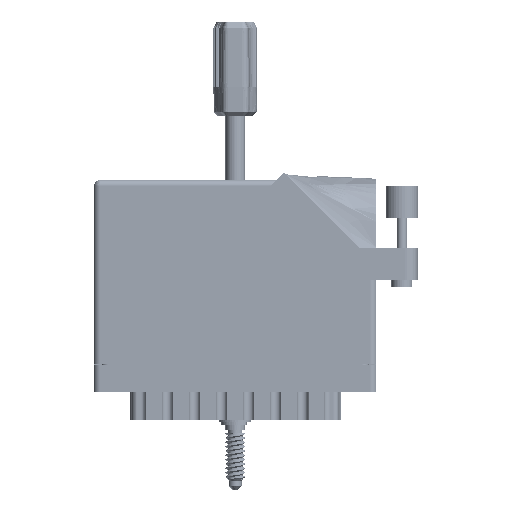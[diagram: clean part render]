
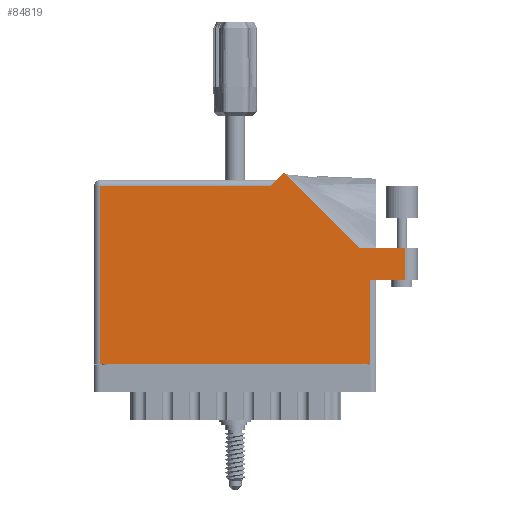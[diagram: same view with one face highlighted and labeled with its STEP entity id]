
A CAD part, front view. The second image highlights one B-rep face of the part: STEP entity #84819.
In plain terms, the highlighted face is planar.
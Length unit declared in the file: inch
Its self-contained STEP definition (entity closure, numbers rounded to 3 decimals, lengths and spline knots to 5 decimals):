
#2844 = LINE ( 'NONE', #29188, #81513 ) ;
#2979 = EDGE_CURVE ( 'NONE', #83152, #35238, #46576, .T. ) ;
#3119 = CARTESIAN_POINT ( 'NONE',  ( 0., 1.713, 0. ) ) ;
#4699 = EDGE_CURVE ( 'NONE', #35796, #62752, #33677, .T. ) ;
#8750 = DIRECTION ( 'NONE',  ( 1., 0., 0. ) ) ;
#9461 = ORIENTED_EDGE ( 'NONE', *, *, #4699, .T. ) ;
#10134 = LINE ( 'NONE', #80339, #53513 ) ;
#10870 = ORIENTED_EDGE ( 'NONE', *, *, #80865, .T. ) ;
#10942 = CARTESIAN_POINT ( 'NONE',  ( 1.696, 1.713, 0. ) ) ;
#11088 = VECTOR ( 'NONE', #15404, 39.37008 ) ;
#11236 = EDGE_CURVE ( 'NONE', #51190, #21361, #41299, .T. ) ;
#14106 = CARTESIAN_POINT ( 'NONE',  ( 0.062, 0., 0. ) ) ;
#14741 = EDGE_CURVE ( 'NONE', #71495, #51190, #30789, .T. ) ;
#15404 = DIRECTION ( 'NONE',  ( -1., 0., 0. ) ) ;
#16177 = LINE ( 'NONE', #37022, #51933 ) ;
#16566 = CARTESIAN_POINT ( 'NONE',  ( 2.993, 1.122, 0. ) ) ;
#16831 = DIRECTION ( 'NONE',  ( -0.707, 0.707, 0. ) ) ;
#17435 = ORIENTED_EDGE ( 'NONE', *, *, #2979, .T. ) ;
#17991 = CARTESIAN_POINT ( 'NONE',  ( 0., 1.775, 0. ) ) ;
#18137 = CARTESIAN_POINT ( 'NONE',  ( 1.758, 1.775, 0. ) ) ;
#18792 = EDGE_CURVE ( 'NONE', #30354, #35796, #16177, .T. ) ;
#20358 = CARTESIAN_POINT ( 'NONE',  ( 2.656, 0.815, 0. ) ) ;
#21361 = VERTEX_POINT ( 'NONE', #71037 ) ;
#26637 = CARTESIAN_POINT ( 'NONE',  ( 2.656, 0., 0. ) ) ;
#27261 = DIRECTION ( 'NONE',  ( 0., -1., 0. ) ) ;
#29188 = CARTESIAN_POINT ( 'NONE',  ( 0., 0., 0. ) ) ;
#30354 = VERTEX_POINT ( 'NONE', #26637 ) ;
#30789 = LINE ( 'NONE', #3119, #11088 ) ;
#31606 = FACE_OUTER_BOUND ( 'NONE', #34489, .T. ) ;
#31750 = LINE ( 'NONE', #18137, #52914 ) ;
#33677 = LINE ( 'NONE', #88913, #75937 ) ;
#34489 = EDGE_LOOP ( 'NONE', ( #9461, #66172, #64340, #17435, #53565, #82049, #74419, #10870, #37531 ) ) ;
#35238 = VERTEX_POINT ( 'NONE', #35574 ) ;
#35574 = CARTESIAN_POINT ( 'NONE',  ( 1.82871, 1.84571, 0. ) ) ;
#35796 = VERTEX_POINT ( 'NONE', #20358 ) ;
#36141 = DIRECTION ( 'NONE',  ( 0., 1., 0. ) ) ;
#37022 = CARTESIAN_POINT ( 'NONE',  ( 2.656, 0.815, 0. ) ) ;
#37531 = ORIENTED_EDGE ( 'NONE', *, *, #18792, .T. ) ;
#41299 = LINE ( 'NONE', #14106, #71515 ) ;
#41386 = EDGE_CURVE ( 'NONE', #35238, #71495, #31750, .T. ) ;
#42807 = AXIS2_PLACEMENT_3D ( 'NONE', #17991, #44307, #79599 ) ;
#44307 = DIRECTION ( 'NONE',  ( 0., 0., -1. ) ) ;
#45776 = DIRECTION ( 'NONE',  ( -0.707, -0.707, 0. ) ) ;
#46576 = LINE ( 'NONE', #65276, #63461 ) ;
#49758 = CARTESIAN_POINT ( 'NONE',  ( 2.993, 1.122, 0. ) ) ;
#51190 = VERTEX_POINT ( 'NONE', #84612 ) ;
#51242 = EDGE_CURVE ( 'NONE', #62752, #80406, #84170, .T. ) ;
#51933 = VECTOR ( 'NONE', #36141, 39.37008 ) ;
#52914 = VECTOR ( 'NONE', #45776, 39.37008 ) ;
#53513 = VECTOR ( 'NONE', #79450, 39.37008 ) ;
#53565 = ORIENTED_EDGE ( 'NONE', *, *, #41386, .T. ) ;
#55414 = DIRECTION ( 'NONE',  ( 1., 0., 0. ) ) ;
#62752 = VERTEX_POINT ( 'NONE', #82847 ) ;
#63461 = VECTOR ( 'NONE', #16831, 39.37008 ) ;
#64340 = ORIENTED_EDGE ( 'NONE', *, *, #89125, .T. ) ;
#65276 = CARTESIAN_POINT ( 'NONE',  ( 2.55242, 1.122, 0. ) ) ;
#66172 = ORIENTED_EDGE ( 'NONE', *, *, #51242, .T. ) ;
#71037 = CARTESIAN_POINT ( 'NONE',  ( 0.062, 0., 0. ) ) ;
#71495 = VERTEX_POINT ( 'NONE', #10942 ) ;
#71515 = VECTOR ( 'NONE', #27261, 39.37008 ) ;
#74419 = ORIENTED_EDGE ( 'NONE', *, *, #11236, .T. ) ;
#75815 = CARTESIAN_POINT ( 'NONE',  ( 2.55242, 1.122, 0. ) ) ;
#75937 = VECTOR ( 'NONE', #55414, 39.37008 ) ;
#77366 = DIRECTION ( 'NONE',  ( 0., 1., 0. ) ) ;
#79450 = DIRECTION ( 'NONE',  ( -1., 0., 0. ) ) ;
#79599 = DIRECTION ( 'NONE',  ( -1., 0., 0. ) ) ;
#80339 = CARTESIAN_POINT ( 'NONE',  ( 3.118, 1.122, 0. ) ) ;
#80406 = VERTEX_POINT ( 'NONE', #16566 ) ;
#80865 = EDGE_CURVE ( 'NONE', #21361, #30354, #2844, .T. ) ;
#81513 = VECTOR ( 'NONE', #8750, 39.37008 ) ;
#82049 = ORIENTED_EDGE ( 'NONE', *, *, #14741, .T. ) ;
#82847 = CARTESIAN_POINT ( 'NONE',  ( 2.993, 0.815, 0. ) ) ;
#83152 = VERTEX_POINT ( 'NONE', #75815 ) ;
#84170 = LINE ( 'NONE', #49758, #89076 ) ;
#84612 = CARTESIAN_POINT ( 'NONE',  ( 0.062, 1.713, 0. ) ) ;
#84819 = ADVANCED_FACE ( 'NONE', ( #31606 ), #85945, .F. ) ;
#85945 = PLANE ( 'NONE',  #42807 ) ;
#88913 = CARTESIAN_POINT ( 'NONE',  ( 2.718, 0.815, 0. ) ) ;
#89076 = VECTOR ( 'NONE', #77366, 39.37008 ) ;
#89125 = EDGE_CURVE ( 'NONE', #80406, #83152, #10134, .T. ) ;
